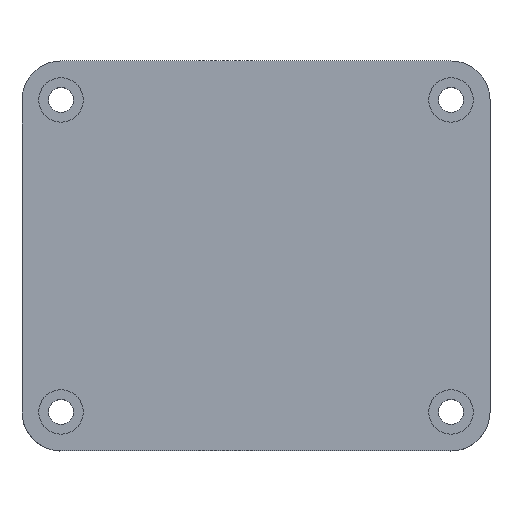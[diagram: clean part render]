
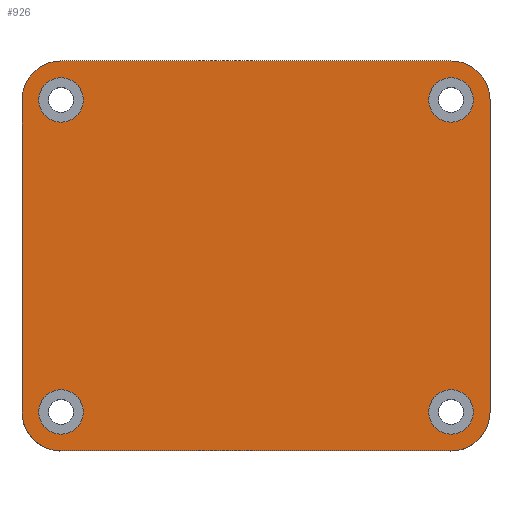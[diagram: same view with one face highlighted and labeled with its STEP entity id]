
A CAD part, top view. The second image highlights one B-rep face of the part: STEP entity #926.
In plain terms, the highlighted planar face has unit normal (0, 0, 1).
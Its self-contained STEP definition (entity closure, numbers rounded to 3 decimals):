
#47 = DIRECTION ( 'NONE',  ( 0., 0., -1. ) ) ;
#66 = CARTESIAN_POINT ( 'NONE',  ( 27.85, -20., 0. ) ) ;
#80 = ORIENTED_EDGE ( 'NONE', *, *, #882, .T. ) ;
#81 = VERTEX_POINT ( 'NONE', #1103 ) ;
#94 = VERTEX_POINT ( 'NONE', #2454 ) ;
#103 = CIRCLE ( 'NONE', #913, 2.85 ) ;
#111 = ORIENTED_EDGE ( 'NONE', *, *, #2071, .T. ) ;
#129 = ORIENTED_EDGE ( 'NONE', *, *, #2526, .T. ) ;
#150 = CARTESIAN_POINT ( 'NONE',  ( 0., 25., 0. ) ) ;
#157 = DIRECTION ( 'NONE',  ( 0., 0., -1. ) ) ;
#207 = EDGE_CURVE ( 'NONE', #94, #1350, #1162, .T. ) ;
#223 = ORIENTED_EDGE ( 'NONE', *, *, #2361, .T. ) ;
#249 = VERTEX_POINT ( 'NONE', #1160 ) ;
#269 = ORIENTED_EDGE ( 'NONE', *, *, #1954, .T. ) ;
#302 = AXIS2_PLACEMENT_3D ( 'NONE', #1123, #370, #1897 ) ;
#309 = FACE_BOUND ( 'NONE', #1658, .T. ) ;
#315 = VERTEX_POINT ( 'NONE', #1211 ) ;
#318 = ORIENTED_EDGE ( 'NONE', *, *, #1647, .T. ) ;
#324 = FACE_BOUND ( 'NONE', #1370, .T. ) ;
#330 = AXIS2_PLACEMENT_3D ( 'NONE', #2246, #2034, #1254 ) ;
#370 = DIRECTION ( 'NONE',  ( 0., 0., -1. ) ) ;
#373 = CARTESIAN_POINT ( 'NONE',  ( 25., 20., 0. ) ) ;
#401 = AXIS2_PLACEMENT_3D ( 'NONE', #1363, #2174, #415 ) ;
#415 = DIRECTION ( 'NONE',  ( -1., 0., 0. ) ) ;
#418 = VECTOR ( 'NONE', #724, 1000. ) ;
#425 = CARTESIAN_POINT ( 'NONE',  ( -25., 20., 0. ) ) ;
#448 = VERTEX_POINT ( 'NONE', #466 ) ;
#456 = DIRECTION ( 'NONE',  ( -1., 0., 0. ) ) ;
#466 = CARTESIAN_POINT ( 'NONE',  ( -27.85, 20., 0. ) ) ;
#475 = VERTEX_POINT ( 'NONE', #2414 ) ;
#478 = VERTEX_POINT ( 'NONE', #2426 ) ;
#495 = PLANE ( 'NONE',  #2154 ) ;
#504 = VERTEX_POINT ( 'NONE', #1013 ) ;
#571 = DIRECTION ( 'NONE',  ( -1., 0., 0. ) ) ;
#630 = LINE ( 'NONE', #657, #1000 ) ;
#657 = CARTESIAN_POINT ( 'NONE',  ( 0., -25., 0. ) ) ;
#658 = DIRECTION ( 'NONE',  ( 0., 0., 1. ) ) ;
#693 = DIRECTION ( 'NONE',  ( -1., 0., 0. ) ) ;
#724 = DIRECTION ( 'NONE',  ( -1., 0., 0. ) ) ;
#767 = EDGE_CURVE ( 'NONE', #1350, #94, #1367, .T. ) ;
#769 = ORIENTED_EDGE ( 'NONE', *, *, #767, .T. ) ;
#816 = DIRECTION ( 'NONE',  ( 0., 0., -1. ) ) ;
#821 = ORIENTED_EDGE ( 'NONE', *, *, #2321, .T. ) ;
#866 = EDGE_CURVE ( 'NONE', #1709, #249, #2021, .T. ) ;
#867 = CIRCLE ( 'NONE', #2067, 2.85 ) ;
#878 = ORIENTED_EDGE ( 'NONE', *, *, #2348, .T. ) ;
#882 = EDGE_CURVE ( 'NONE', #1341, #1312, #630, .T. ) ;
#885 = CARTESIAN_POINT ( 'NONE',  ( 25., 25., 0. ) ) ;
#913 = AXIS2_PLACEMENT_3D ( 'NONE', #1900, #157, #571 ) ;
#926 = ADVANCED_FACE ( 'NONE', ( #324, #309, #1675, #2480, #1073 ), #495, .T. ) ;
#927 = CIRCLE ( 'NONE', #2508, 5. ) ;
#973 = EDGE_CURVE ( 'NONE', #504, #1125, #103, .T. ) ;
#1000 = VECTOR ( 'NONE', #2229, 1000. ) ;
#1013 = CARTESIAN_POINT ( 'NONE',  ( -27.85, -20., 0. ) ) ;
#1033 = DIRECTION ( 'NONE',  ( 0., 1., 0. ) ) ;
#1034 = CARTESIAN_POINT ( 'NONE',  ( -25., -20., 0. ) ) ;
#1052 = CIRCLE ( 'NONE', #1667, 2.85 ) ;
#1073 = FACE_OUTER_BOUND ( 'NONE', #2065, .T. ) ;
#1093 = EDGE_LOOP ( 'NONE', ( #1442, #769 ) ) ;
#1103 = CARTESIAN_POINT ( 'NONE',  ( -30., -20., 0. ) ) ;
#1123 = CARTESIAN_POINT ( 'NONE',  ( 25., 20., 0. ) ) ;
#1125 = VERTEX_POINT ( 'NONE', #1604 ) ;
#1160 = CARTESIAN_POINT ( 'NONE',  ( 30., 20., 0. ) ) ;
#1162 = CIRCLE ( 'NONE', #401, 2.85 ) ;
#1166 = AXIS2_PLACEMENT_3D ( 'NONE', #1191, #1213, #1978 ) ;
#1190 = CARTESIAN_POINT ( 'NONE',  ( -25., 20., 0. ) ) ;
#1191 = CARTESIAN_POINT ( 'NONE',  ( 25., 20., 0. ) ) ;
#1211 = CARTESIAN_POINT ( 'NONE',  ( -25., 25., 0. ) ) ;
#1213 = DIRECTION ( 'NONE',  ( 0., 0., -1. ) ) ;
#1217 = CARTESIAN_POINT ( 'NONE',  ( -30., 0., 0. ) ) ;
#1250 = VECTOR ( 'NONE', #1033, 1000. ) ;
#1254 = DIRECTION ( 'NONE',  ( -1., 0., 0. ) ) ;
#1312 = VERTEX_POINT ( 'NONE', #2139 ) ;
#1341 = VERTEX_POINT ( 'NONE', #1742 ) ;
#1344 = VECTOR ( 'NONE', #2192, 1000. ) ;
#1350 = VERTEX_POINT ( 'NONE', #66 ) ;
#1363 = CARTESIAN_POINT ( 'NONE',  ( 25., -20., 0. ) ) ;
#1367 = CIRCLE ( 'NONE', #2038, 2.85 ) ;
#1370 = EDGE_LOOP ( 'NONE', ( #2499, #223 ) ) ;
#1388 = CIRCLE ( 'NONE', #302, 2.85 ) ;
#1394 = CARTESIAN_POINT ( 'NONE',  ( 30., 0., 0. ) ) ;
#1419 = DIRECTION ( 'NONE',  ( -1., 0., 0. ) ) ;
#1431 = DIRECTION ( 'NONE',  ( -1., 0., 0. ) ) ;
#1442 = ORIENTED_EDGE ( 'NONE', *, *, #207, .T. ) ;
#1446 = EDGE_CURVE ( 'NONE', #1503, #2474, #1388, .T. ) ;
#1488 = AXIS2_PLACEMENT_3D ( 'NONE', #373, #2319, #1711 ) ;
#1503 = VERTEX_POINT ( 'NONE', #1537 ) ;
#1506 = AXIS2_PLACEMENT_3D ( 'NONE', #1190, #2397, #1431 ) ;
#1537 = CARTESIAN_POINT ( 'NONE',  ( 27.85, 20., 0. ) ) ;
#1548 = EDGE_CURVE ( 'NONE', #315, #475, #2179, .T. ) ;
#1550 = ORIENTED_EDGE ( 'NONE', *, *, #2417, .T. ) ;
#1597 = DIRECTION ( 'NONE',  ( -1., 0., 0. ) ) ;
#1604 = CARTESIAN_POINT ( 'NONE',  ( -22.15, -20., 0. ) ) ;
#1616 = ORIENTED_EDGE ( 'NONE', *, *, #1787, .T. ) ;
#1647 = EDGE_CURVE ( 'NONE', #475, #81, #1807, .T. ) ;
#1658 = EDGE_LOOP ( 'NONE', ( #878, #821 ) ) ;
#1659 = CARTESIAN_POINT ( 'NONE',  ( 25., -20., 0. ) ) ;
#1667 = AXIS2_PLACEMENT_3D ( 'NONE', #1832, #47, #456 ) ;
#1675 = FACE_BOUND ( 'NONE', #1093, .T. ) ;
#1687 = ORIENTED_EDGE ( 'NONE', *, *, #1548, .T. ) ;
#1688 = CARTESIAN_POINT ( 'NONE',  ( 22.15, 20., 0. ) ) ;
#1709 = VERTEX_POINT ( 'NONE', #2291 ) ;
#1711 = DIRECTION ( 'NONE',  ( -1., 0., 0. ) ) ;
#1742 = CARTESIAN_POINT ( 'NONE',  ( -25., -25., 0. ) ) ;
#1787 = EDGE_CURVE ( 'NONE', #2129, #315, #2342, .T. ) ;
#1807 = LINE ( 'NONE', #1217, #1344 ) ;
#1827 = ORIENTED_EDGE ( 'NONE', *, *, #866, .T. ) ;
#1832 = CARTESIAN_POINT ( 'NONE',  ( -25., -20., 0. ) ) ;
#1843 = AXIS2_PLACEMENT_3D ( 'NONE', #425, #1983, #2347 ) ;
#1872 = DIRECTION ( 'NONE',  ( 1., 0., 0. ) ) ;
#1897 = DIRECTION ( 'NONE',  ( -1., 0., 0. ) ) ;
#1900 = CARTESIAN_POINT ( 'NONE',  ( -25., -20., 0. ) ) ;
#1954 = EDGE_CURVE ( 'NONE', #2474, #1503, #2294, .T. ) ;
#1978 = DIRECTION ( 'NONE',  ( -1., 0., 0. ) ) ;
#1983 = DIRECTION ( 'NONE',  ( 0., 0., 1. ) ) ;
#2021 = LINE ( 'NONE', #1394, #1250 ) ;
#2034 = DIRECTION ( 'NONE',  ( 0., 0., 1. ) ) ;
#2038 = AXIS2_PLACEMENT_3D ( 'NONE', #1659, #2463, #693 ) ;
#2059 = CARTESIAN_POINT ( 'NONE',  ( 0., 0., 0. ) ) ;
#2065 = EDGE_LOOP ( 'NONE', ( #1550, #80, #111, #1827, #129, #1616, #1687, #318 ) ) ;
#2067 = AXIS2_PLACEMENT_3D ( 'NONE', #2423, #816, #1597 ) ;
#2071 = EDGE_CURVE ( 'NONE', #1312, #1709, #2250, .T. ) ;
#2129 = VERTEX_POINT ( 'NONE', #885 ) ;
#2139 = CARTESIAN_POINT ( 'NONE',  ( 25., -25., 0. ) ) ;
#2154 = AXIS2_PLACEMENT_3D ( 'NONE', #2059, #2493, #1872 ) ;
#2174 = DIRECTION ( 'NONE',  ( 0., 0., -1. ) ) ;
#2179 = CIRCLE ( 'NONE', #1843, 5. ) ;
#2192 = DIRECTION ( 'NONE',  ( 0., -1., 0. ) ) ;
#2197 = ORIENTED_EDGE ( 'NONE', *, *, #1446, .T. ) ;
#2212 = CIRCLE ( 'NONE', #1506, 2.85 ) ;
#2229 = DIRECTION ( 'NONE',  ( 1., 0., 0. ) ) ;
#2246 = CARTESIAN_POINT ( 'NONE',  ( 25., -20., 0. ) ) ;
#2250 = CIRCLE ( 'NONE', #330, 5. ) ;
#2291 = CARTESIAN_POINT ( 'NONE',  ( 30., -20., 0. ) ) ;
#2294 = CIRCLE ( 'NONE', #1166, 2.85 ) ;
#2319 = DIRECTION ( 'NONE',  ( 0., 0., 1. ) ) ;
#2321 = EDGE_CURVE ( 'NONE', #478, #448, #867, .T. ) ;
#2342 = LINE ( 'NONE', #150, #418 ) ;
#2347 = DIRECTION ( 'NONE',  ( -1., 0., 0. ) ) ;
#2348 = EDGE_CURVE ( 'NONE', #448, #478, #2212, .T. ) ;
#2361 = EDGE_CURVE ( 'NONE', #1125, #504, #1052, .T. ) ;
#2393 = EDGE_LOOP ( 'NONE', ( #269, #2197 ) ) ;
#2397 = DIRECTION ( 'NONE',  ( 0., 0., -1. ) ) ;
#2414 = CARTESIAN_POINT ( 'NONE',  ( -30., 20., 0. ) ) ;
#2417 = EDGE_CURVE ( 'NONE', #81, #1341, #927, .T. ) ;
#2423 = CARTESIAN_POINT ( 'NONE',  ( -25., 20., 0. ) ) ;
#2426 = CARTESIAN_POINT ( 'NONE',  ( -22.15, 20., 0. ) ) ;
#2454 = CARTESIAN_POINT ( 'NONE',  ( 22.15, -20., 0. ) ) ;
#2463 = DIRECTION ( 'NONE',  ( 0., 0., -1. ) ) ;
#2474 = VERTEX_POINT ( 'NONE', #1688 ) ;
#2480 = FACE_BOUND ( 'NONE', #2393, .T. ) ;
#2493 = DIRECTION ( 'NONE',  ( 0., 0., 1. ) ) ;
#2499 = ORIENTED_EDGE ( 'NONE', *, *, #973, .T. ) ;
#2508 = AXIS2_PLACEMENT_3D ( 'NONE', #1034, #658, #1419 ) ;
#2526 = EDGE_CURVE ( 'NONE', #249, #2129, #2528, .T. ) ;
#2528 = CIRCLE ( 'NONE', #1488, 5. ) ;
